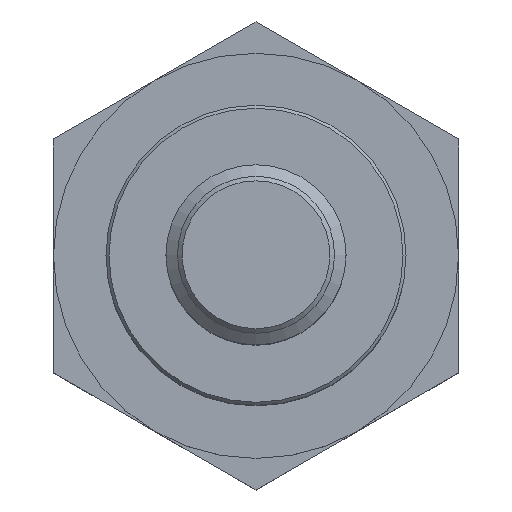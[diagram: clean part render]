
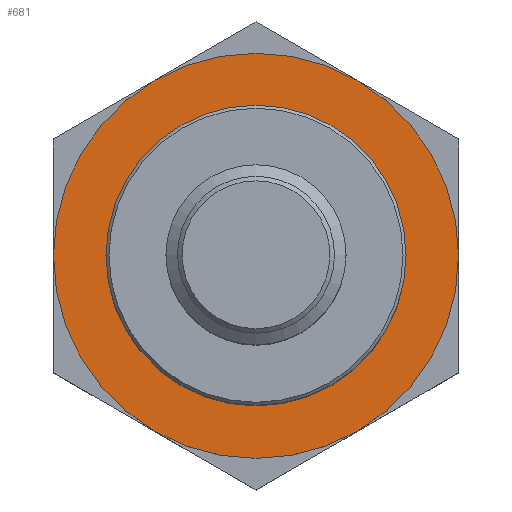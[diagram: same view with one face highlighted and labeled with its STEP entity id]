
A CAD part, top view. The second image highlights one B-rep face of the part: STEP entity #681.
In plain terms, the highlighted planar face has unit normal (0, 0, 1).
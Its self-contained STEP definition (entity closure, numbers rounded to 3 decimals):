
#15=FACE_BOUND('',#132,.T.);
#82=FACE_OUTER_BOUND('',#131,.T.);
#131=EDGE_LOOP('',(#534));
#132=EDGE_LOOP('',(#535));
#168=CIRCLE('',#743,13.5);
#175=CIRCLE('',#764,10.);
#306=VERTEX_POINT('',#1088);
#319=VERTEX_POINT('',#1171);
#366=EDGE_CURVE('',#306,#306,#168,.T.);
#392=EDGE_CURVE('',#319,#319,#175,.T.);
#534=ORIENTED_EDGE('',*,*,#366,.T.);
#535=ORIENTED_EDGE('',*,*,#392,.F.);
#658=PLANE('',#763);
#681=ADVANCED_FACE('',(#82,#15),#658,.F.);
#743=AXIS2_PLACEMENT_3D('',#1089,#861,#862);
#763=AXIS2_PLACEMENT_3D('',#1170,#908,#909);
#764=AXIS2_PLACEMENT_3D('',#1172,#910,#911);
#861=DIRECTION('center_axis',(0.,0.,
1.));
#862=DIRECTION('ref_axis',(1.,0.,0.));
#908=DIRECTION('center_axis',(0.,0.,
-1.));
#909=DIRECTION('ref_axis',(0.,-1.,0.));
#910=DIRECTION('center_axis',(0.,0.,
1.));
#911=DIRECTION('ref_axis',(-1.,0.,0.));
#1088=CARTESIAN_POINT('',(-13.5,0.,11.));
#1089=CARTESIAN_POINT('Origin',(0.,0.,11.));
#1170=CARTESIAN_POINT('Origin',(0.,0.,11.));
#1171=CARTESIAN_POINT('',(10.,0.,11.));
#1172=CARTESIAN_POINT('Origin',(0.,0.,11.));
